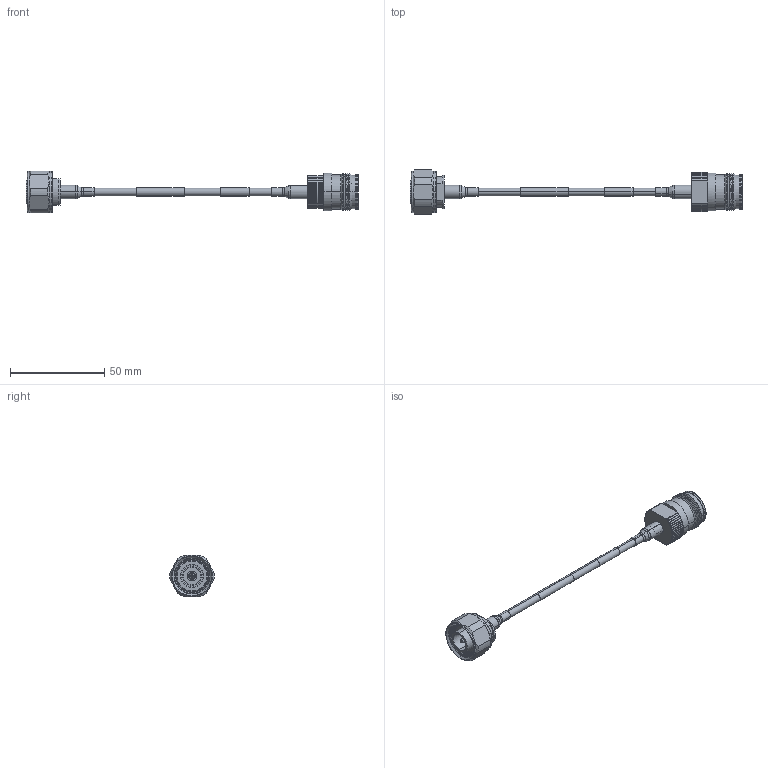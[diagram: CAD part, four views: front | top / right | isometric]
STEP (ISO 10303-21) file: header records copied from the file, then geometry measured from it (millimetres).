
FILE_DESCRIPTION (( 'STEP AP214' ), '1' );
FILE_NAME ('FMCA2463_3D.step', '2024-07-18T18:16:09', ( '' ), ( '' ), 'SwSTEP 2.0', 'SolidWorks 2022', '' );
FILE_SCHEMA (( 'AUTOMOTIVE_DESIGN' ));
Length unit declared in the file: inch
Products named in the file (5): Copy of TC-402-4195M-LP-PE^FMCA2463; Copy of TC-402-4310F-LP-PE^FMCA2463; Copy of TFT-402-MA1^FMCA2463; Copy of TFT-402-LF^FMCA2463_LABEL PE+FM; FMCA2463_3D
Assembly tree (5 placements, depth 2):
  FMCA2463_3D
    Copy of TFT-402-LF^FMCA2463_LABEL PE+FM
    Copy of TC-402-4195M-LP-PE^FMCA2463
    Copy of TC-402-4310F-LP-PE^FMCA2463
    Copy of TFT-402-MA1^FMCA2463  x2
Bounding box: 175.7 x 23.46 x 22 mm (x, y, z)
Volume: 12458.2 mm3; surface area: 12706.6 mm2
Topology: 10 solids, 10 shells, 630 faces, 1560 edges, 975 vertices
Faces by surface type: plane 196, cone 181, cylinder 177, torus 76
Entity records: 19548 total; most frequent: CARTESIAN_POINT 4671, DIRECTION 3111, ORIENTED_EDGE 3028, EDGE_CURVE 1514, AXIS2_PLACEMENT_3D 1261, VERTEX_POINT 951, EDGE_LOOP 647, CIRCLE 645
